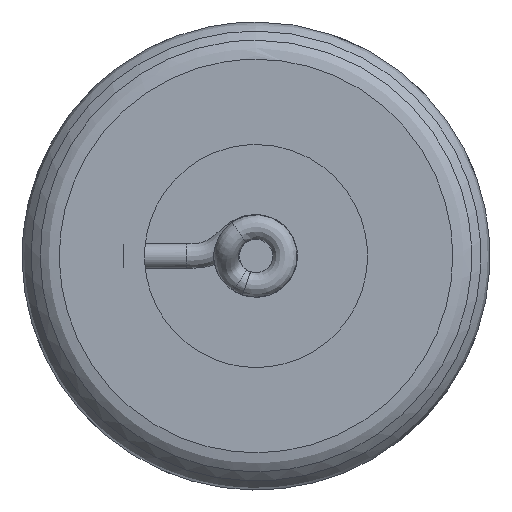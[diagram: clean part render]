
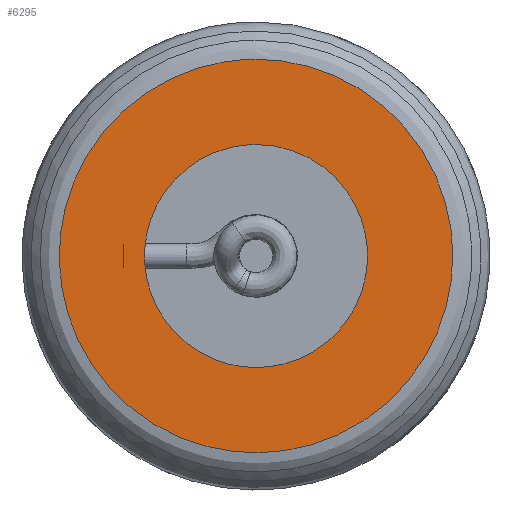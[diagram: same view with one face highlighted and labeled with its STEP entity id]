
A CAD part, left-side view. The second image highlights one B-rep face of the part: STEP entity #6295.
In plain terms, the highlighted free-form (B-spline) face has degree [1, 1] with [2, 2] control points.
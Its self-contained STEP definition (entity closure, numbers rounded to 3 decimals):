
#6246=CARTESIAN_POINT('',(-20.65,0.,4.75));
#6247=VERTEX_POINT('',#6246);
#6254=CARTESIAN_POINT('',(-20.65,0.,4.75));
#6255=CARTESIAN_POINT('',(-20.65,-4.75,4.75));
#6256=CARTESIAN_POINT('',(-20.65,-4.75,0.));
#6257=CARTESIAN_POINT('',(-20.65,-4.75,-4.75));
#6258=CARTESIAN_POINT('',(-20.65,0.,-4.75));
#6259=CARTESIAN_POINT('',(-20.65,4.75,-4.75));
#6260=CARTESIAN_POINT('',(-20.65,4.75,0.));
#6261=CARTESIAN_POINT('',(-20.65,4.75,4.75));
#6262=CARTESIAN_POINT('',(-20.65,0.,4.75));
#6263=(BOUNDED_CURVE()B_SPLINE_CURVE(2,(#6254,#6255,#6256,#6257,#6258,#6259,#6260,#6261,#6262),.CIRCULAR_ARC.,.T.,.U.)B_SPLINE_CURVE_WITH_KNOTS((3,2,2,2,3),(0.,0.25,0.5,0.75,1.),.UNSPECIFIED.)CURVE()GEOMETRIC_REPRESENTATION_ITEM()RATIONAL_B_SPLINE_CURVE((1.,0.707,1.,0.707,1.,0.707,1.,0.707,1.))REPRESENTATION_ITEM(''));
#6264=EDGE_CURVE('',#6247,#6247,#6263,.T.);
#6271=CARTESIAN_POINT('',(-20.65,-14.25,-14.25));
#6272=CARTESIAN_POINT('',(-20.65,14.25,-14.25));
#6273=CARTESIAN_POINT('',(-20.65,-14.25,14.25));
#6274=CARTESIAN_POINT('',(-20.65,14.25,14.25));
#6275=B_SPLINE_SURFACE_WITH_KNOTS('',1,1,((#6271,#6272),(#6273,#6274)),.PLANE_SURF.,.F.,.F.,.U.,(2,2),(2,2),(-1.,2.),(-1.,2.),.UNSPECIFIED.);
#6276=ORIENTED_EDGE('',*,*,#6264,.F.);
#6277=EDGE_LOOP('',(#6276));
#6278=FACE_OUTER_BOUND('',#6277,.T.);
#6279=CARTESIAN_POINT('',(-20.65,0.,2.692));
#6280=VERTEX_POINT('',#6279);
#6281=CARTESIAN_POINT('',(-20.65,0.,2.692));
#6282=CARTESIAN_POINT('',(-20.65,-2.692,2.692));
#6283=CARTESIAN_POINT('',(-20.65,-2.692,0.));
#6284=CARTESIAN_POINT('',(-20.65,-2.692,-2.692));
#6285=CARTESIAN_POINT('',(-20.65,0.,-2.692));
#6286=CARTESIAN_POINT('',(-20.65,2.692,-2.692));
#6287=CARTESIAN_POINT('',(-20.65,2.692,0.));
#6288=CARTESIAN_POINT('',(-20.65,2.692,2.692));
#6289=CARTESIAN_POINT('',(-20.65,0.,2.692));
#6290=(BOUNDED_CURVE()B_SPLINE_CURVE(2,(#6281,#6282,#6283,#6284,#6285,#6286,#6287,#6288,#6289),.CIRCULAR_ARC.,.T.,.U.)B_SPLINE_CURVE_WITH_KNOTS((3,2,2,2,3),(0.,0.25,0.5,0.75,1.),.UNSPECIFIED.)CURVE()GEOMETRIC_REPRESENTATION_ITEM()RATIONAL_B_SPLINE_CURVE((1.,0.707,1.,0.707,1.,0.707,1.,0.707,1.))REPRESENTATION_ITEM(''));
#6291=EDGE_CURVE('',#6280,#6280,#6290,.T.);
#6292=ORIENTED_EDGE('',*,*,#6291,.T.);
#6293=EDGE_LOOP('',(#6292));
#6294=FACE_BOUND('',#6293,.T.);
#6295=ADVANCED_FACE('',(#6278,#6294),#6275,.T.);
